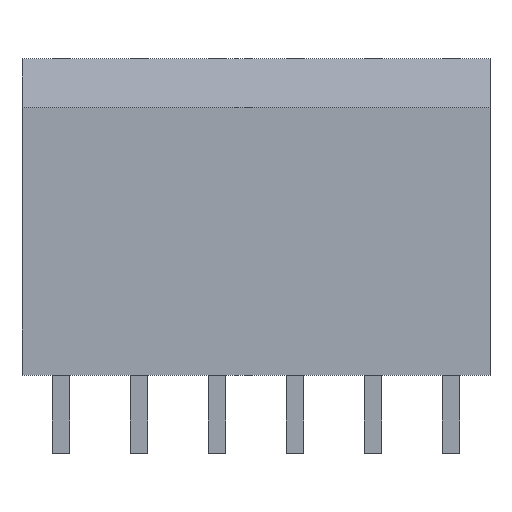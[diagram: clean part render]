
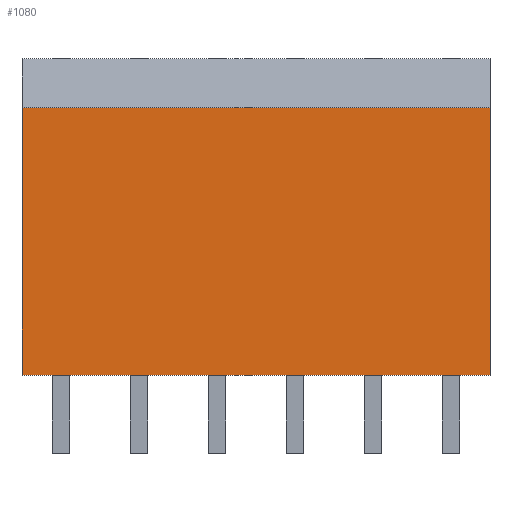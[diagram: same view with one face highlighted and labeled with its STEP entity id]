
A CAD part, top view. The second image highlights one B-rep face of the part: STEP entity #1080.
In plain terms, the highlighted planar face has unit normal (0, 0, 1).
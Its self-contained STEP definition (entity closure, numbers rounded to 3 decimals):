
#61 = PLANE ( 'NONE',  #2650 ) ;
#84 = CARTESIAN_POINT ( 'NONE',  ( -10.5, 12., 4.25 ) ) ;
#100 = CARTESIAN_POINT ( 'NONE',  ( -10.5, 12., 4.25 ) ) ;
#111 = VECTOR ( 'NONE', #2221, 1000. ) ;
#246 = LINE ( 'NONE', #2562, #492 ) ;
#370 = ORIENTED_EDGE ( 'NONE', *, *, #895, .T. ) ;
#487 = FACE_OUTER_BOUND ( 'NONE', #1788, .T. ) ;
#492 = VECTOR ( 'NONE', #1705, 1000. ) ;
#505 = DIRECTION ( 'NONE',  ( -1., 0., 0. ) ) ;
#512 = VERTEX_POINT ( 'NONE', #100 ) ;
#697 = VERTEX_POINT ( 'NONE', #1828 ) ;
#806 = VECTOR ( 'NONE', #1240, 1000. ) ;
#895 = EDGE_CURVE ( 'NONE', #512, #2190, #246, .T. ) ;
#973 = EDGE_CURVE ( 'NONE', #697, #1357, #1261, .T. ) ;
#1080 = ADVANCED_FACE ( 'NONE', ( #487 ), #61, .F. ) ;
#1227 = CARTESIAN_POINT ( 'NONE',  ( -10.5, 0., 4.25 ) ) ;
#1231 = CARTESIAN_POINT ( 'NONE',  ( -10.5, 0., 4.25 ) ) ;
#1240 = DIRECTION ( 'NONE',  ( 1., 0., 0. ) ) ;
#1261 = LINE ( 'NONE', #2361, #2039 ) ;
#1320 = ORIENTED_EDGE ( 'NONE', *, *, #2497, .T. ) ;
#1343 = DIRECTION ( 'NONE',  ( 0., 0., -1. ) ) ;
#1357 = VERTEX_POINT ( 'NONE', #2558 ) ;
#1399 = LINE ( 'NONE', #1801, #111 ) ;
#1612 = LINE ( 'NONE', #1227, #806 ) ;
#1654 = ORIENTED_EDGE ( 'NONE', *, *, #1970, .F. ) ;
#1705 = DIRECTION ( 'NONE',  ( 0., -1., 0. ) ) ;
#1736 = DIRECTION ( 'NONE',  ( 0., -1., 0. ) ) ;
#1788 = EDGE_LOOP ( 'NONE', ( #2012, #1654, #370, #1320 ) ) ;
#1801 = CARTESIAN_POINT ( 'NONE',  ( -10.5, 12., 4.25 ) ) ;
#1828 = CARTESIAN_POINT ( 'NONE',  ( 10.5, 12., 4.25 ) ) ;
#1970 = EDGE_CURVE ( 'NONE', #512, #697, #1399, .T. ) ;
#2012 = ORIENTED_EDGE ( 'NONE', *, *, #973, .F. ) ;
#2039 = VECTOR ( 'NONE', #1736, 1000. ) ;
#2190 = VERTEX_POINT ( 'NONE', #1231 ) ;
#2221 = DIRECTION ( 'NONE',  ( 1., 0., 0. ) ) ;
#2361 = CARTESIAN_POINT ( 'NONE',  ( 10.5, 12., 4.25 ) ) ;
#2497 = EDGE_CURVE ( 'NONE', #2190, #1357, #1612, .T. ) ;
#2558 = CARTESIAN_POINT ( 'NONE',  ( 10.5, 0., 4.25 ) ) ;
#2562 = CARTESIAN_POINT ( 'NONE',  ( -10.5, 12., 4.25 ) ) ;
#2650 = AXIS2_PLACEMENT_3D ( 'NONE', #84, #1343, #505 ) ;
